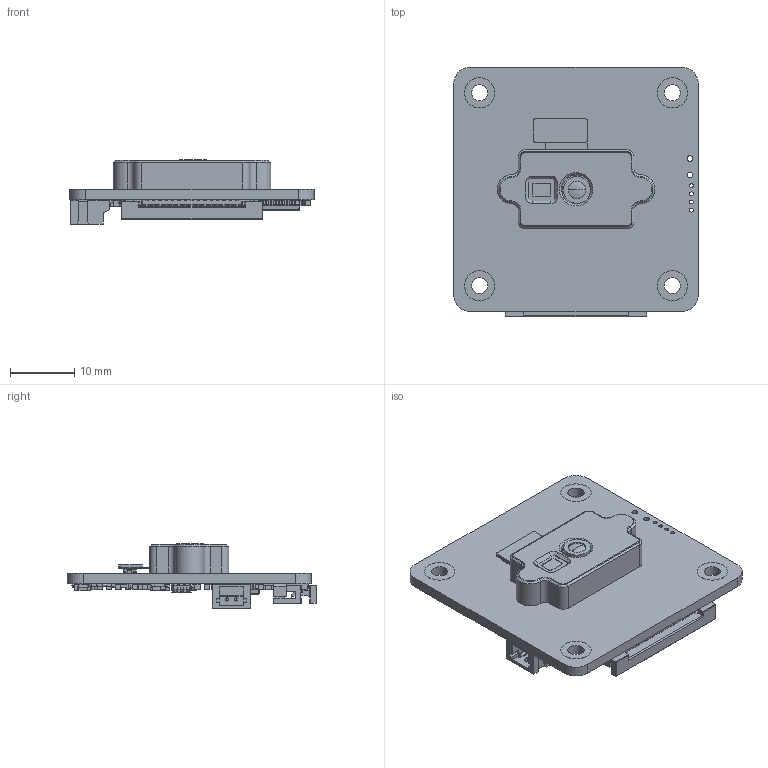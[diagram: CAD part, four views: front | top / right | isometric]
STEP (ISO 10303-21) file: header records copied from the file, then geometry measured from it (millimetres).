
FILE_DESCRIPTION (( 'STEP AP214' ), '1' );
FILE_NAME ('tof cam.STEP', '2022-09-13T05:39:00', ( '' ), ( '' ), 'SwSTEP 2.0', 'SolidWorks 2021', '' );
FILE_SCHEMA (( 'AUTOMOTIVE_DESIGN' ));
Length unit declared in the file: millimetre
Products named in the file (1): tof cam
Bounding box: 38 x 38.84 x 9.99 mm (x, y, z)
Surface area: 6761.6 mm2 (no closed solid volume)
Topology: 0 solids, 182 shells, 7439 faces, 19392 edges, 12258 vertices
Faces by surface type: plane 3910, bspline 1847, cylinder 1290, sphere 322, torus 50, cone 20
Entity records: 428667 total; most frequent: CARTESIAN_POINT 176412, ORIENTED_EDGE 38128, DIRECTION 28991, EDGE_CURVE 19065, VECTOR 12677, LINE 12677, VERTEX_POINT 12256, AXIS2_PLACEMENT_3D 8157
